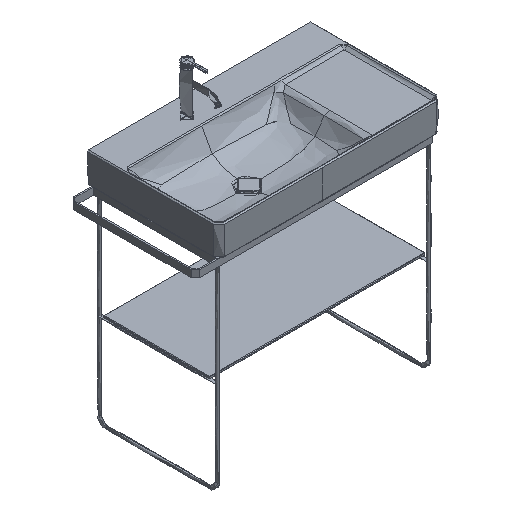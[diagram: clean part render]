
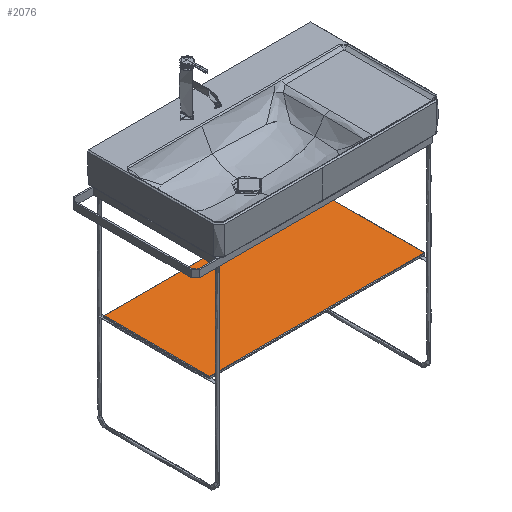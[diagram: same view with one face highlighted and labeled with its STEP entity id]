
A CAD part, isometric view. The second image highlights one B-rep face of the part: STEP entity #2076.
In plain terms, the highlighted free-form (B-spline) face has degree [1, 1] with [2, 2] control points.
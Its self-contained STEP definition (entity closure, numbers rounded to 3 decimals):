
#2076=ADVANCED_FACE('',(#2977),#28121,.T.);
#2977=FACE_OUTER_BOUND('',#3878,.T.);
#3878=EDGE_LOOP('',(#4871,#4872,#4873,#4874));
#4871=ORIENTED_EDGE('',*,*,#19651,.T.);
#4872=ORIENTED_EDGE('',*,*,#19632,.F.);
#4873=ORIENTED_EDGE('',*,*,#19649,.F.);
#4874=ORIENTED_EDGE('',*,*,#19652,.T.);
#9050=PCURVE('',#28113,#13261);
#9078=PCURVE('',#28120,#13289);
#9082=PCURVE('',#28121,#13293);
#9083=PCURVE('',#28121,#13294);
#9084=PCURVE('',#28121,#13295);
#9085=PCURVE('',#28121,#13296);
#9089=PCURVE('',#28122,#13300);
#9093=PCURVE('',#28123,#13304);
#13261=DEFINITIONAL_REPRESENTATION('',(#21799),#130551);
#13289=DEFINITIONAL_REPRESENTATION('',(#21844),#130551);
#13293=DEFINITIONAL_REPRESENTATION('',(#21850),#130551);
#13294=DEFINITIONAL_REPRESENTATION('',(#21851),#130551);
#13295=DEFINITIONAL_REPRESENTATION('',(#21852),#130551);
#13296=DEFINITIONAL_REPRESENTATION('',(#21854),#130551);
#13300=DEFINITIONAL_REPRESENTATION('',(#21859),#130551);
#13304=DEFINITIONAL_REPRESENTATION('',(#21865),#130551);
#17472=SURFACE_CURVE('',#21798,(#9050,#9083),.PCURVE_S1.);
#17489=SURFACE_CURVE('',#21843,(#9078,#9084),.PCURVE_S1.);
#17491=SURFACE_CURVE('',#21849,(#9082,#9089),.PCURVE_S1.);
#17492=SURFACE_CURVE('',#21853,(#9085,#9093),.PCURVE_S1.);
#19632=EDGE_CURVE('',#26818,#26819,#17472,.T.);
#19649=EDGE_CURVE('',#26829,#26818,#17489,.T.);
#19651=EDGE_CURVE('',#26830,#26819,#17491,.T.);
#19652=EDGE_CURVE('',#26829,#26830,#17492,.T.);
#21798=B_SPLINE_CURVE_WITH_KNOTS('',1,(#28600,#28601),.UNSPECIFIED.,.F.,
 .F.,(2,2),(0.,377.),.UNSPECIFIED.);
#21799=B_SPLINE_CURVE_WITH_KNOTS('',1,(#28602,#28603),.UNSPECIFIED.,.F.,
 .F.,(2,2),(0.,377.),.UNSPECIFIED.);
#21843=B_SPLINE_CURVE_WITH_KNOTS('',1,(#28690,#28691),.UNSPECIFIED.,.F.,
 .F.,(2,2),(-767.5,0.),.UNSPECIFIED.);
#21844=B_SPLINE_CURVE_WITH_KNOTS('',1,(#28692,#28693),.UNSPECIFIED.,.F.,
 .F.,(2,2),(-767.5,0.),.UNSPECIFIED.);
#21849=B_SPLINE_CURVE_WITH_KNOTS('',1,(#28702,#28703),.UNSPECIFIED.,.F.,
 .F.,(2,2),(0.,767.5),.UNSPECIFIED.);
#21850=B_SPLINE_CURVE_WITH_KNOTS('',1,(#28704,#28705),.UNSPECIFIED.,.F.,
 .F.,(2,2),(0.,767.5),.UNSPECIFIED.);
#21851=B_SPLINE_CURVE_WITH_KNOTS('',1,(#28706,#28707),.UNSPECIFIED.,.F.,
 .F.,(2,2),(0.,377.),.UNSPECIFIED.);
#21852=B_SPLINE_CURVE_WITH_KNOTS('',1,(#28708,#28709),.UNSPECIFIED.,.F.,
 .F.,(2,2),(-767.5,0.),.UNSPECIFIED.);
#21853=B_SPLINE_CURVE_WITH_KNOTS('',1,(#28710,#28711),.UNSPECIFIED.,.F.,
 .F.,(2,2),(0.,377.),.UNSPECIFIED.);
#21854=B_SPLINE_CURVE_WITH_KNOTS('',1,(#28712,#28713),.UNSPECIFIED.,.F.,
 .F.,(2,2),(0.,377.),.UNSPECIFIED.);
#21859=B_SPLINE_CURVE_WITH_KNOTS('',1,(#28722,#28723),.UNSPECIFIED.,.F.,
 .F.,(2,2),(0.,767.5),.UNSPECIFIED.);
#21865=B_SPLINE_CURVE_WITH_KNOTS('',1,(#28734,#28735),.UNSPECIFIED.,.F.,
 .F.,(2,2),(0.,377.),.UNSPECIFIED.);
#26818=VERTEX_POINT('',#28557);
#26819=VERTEX_POINT('',#28558);
#26829=VERTEX_POINT('',#28568);
#26830=VERTEX_POINT('',#28569);
#28113=B_SPLINE_SURFACE_WITH_KNOTS('',1,1,((#28484,#28485),(#28486,#28487)),
 .UNSPECIFIED.,.F.,.F.,.F.,(2,2),(2,2),(-1.358,1.358),
(-227.16,227.16),.UNSPECIFIED.);
#28120=B_SPLINE_SURFACE_WITH_KNOTS('',1,1,((#28512,#28513),(#28514,#28515)),
 .UNSPECIFIED.,.F.,.F.,.F.,(2,2),(2,2),(-462.36,462.36),(-1.358,
1.358),.UNSPECIFIED.);
#28121=B_SPLINE_SURFACE_WITH_KNOTS('',1,1,((#28516,#28517),(#28518,#28519)),
 .UNSPECIFIED.,.F.,.F.,.F.,(2,2),(2,2),(-460.56,460.56),(-226.26,226.26),
 .UNSPECIFIED.);
#28122=B_SPLINE_SURFACE_WITH_KNOTS('',1,1,((#28520,#28521),(#28522,#28523)),
 .UNSPECIFIED.,.F.,.F.,.F.,(2,2),(2,2),(-461.01,461.01),(-1.358,
1.358),.UNSPECIFIED.);
#28123=B_SPLINE_SURFACE_WITH_KNOTS('',1,1,((#28524,#28525),(#28526,#28527)),
 .UNSPECIFIED.,.F.,.F.,.F.,(2,2),(2,2),(-227.61,227.61),(-1.358,
1.358),.UNSPECIFIED.);
#28484=CARTESIAN_POINT('',(386.567,346.63,-439.807));
#28485=CARTESIAN_POINT('',(386.567,-107.69,-439.807));
#28486=CARTESIAN_POINT('',(384.647,346.63,-437.887));
#28487=CARTESIAN_POINT('',(384.647,-107.69,-437.887));
#28512=CARTESIAN_POINT('',(463.467,308.93,-439.807));
#28513=CARTESIAN_POINT('',(463.467,307.01,-437.887));
#28514=CARTESIAN_POINT('',(-461.253,308.93,-439.807));
#28515=CARTESIAN_POINT('',(-461.253,307.01,-437.887));
#28516=CARTESIAN_POINT('',(461.667,344.98,-438.097));
#28517=CARTESIAN_POINT('',(461.667,-107.54,-438.097));
#28518=CARTESIAN_POINT('',(-459.453,344.98,-438.097));
#28519=CARTESIAN_POINT('',(-459.453,-107.54,-438.097));
#28520=CARTESIAN_POINT('',(-460.278,-71.49,-439.807));
#28521=CARTESIAN_POINT('',(-460.278,-69.57,-437.887));
#28522=CARTESIAN_POINT('',(461.742,-71.49,-439.807));
#28523=CARTESIAN_POINT('',(461.742,-69.57,-437.887));
#28524=CARTESIAN_POINT('',(-384.353,346.705,-439.807));
#28525=CARTESIAN_POINT('',(-382.433,346.705,-437.887));
#28526=CARTESIAN_POINT('',(-384.353,-108.515,-439.807));
#28527=CARTESIAN_POINT('',(-382.433,-108.515,-437.887));
#28557=CARTESIAN_POINT('',(384.857,307.22,-438.097));
#28558=CARTESIAN_POINT('',(384.857,-69.78,-438.097));
#28568=CARTESIAN_POINT('',(-382.643,307.22,-438.097));
#28569=CARTESIAN_POINT('',(-382.643,-69.78,-438.097));
#28600=CARTESIAN_POINT('',(384.857,307.22,-438.097));
#28601=CARTESIAN_POINT('',(384.857,-69.78,-438.097));
#28602=CARTESIAN_POINT('',(1.061,-187.75));
#28603=CARTESIAN_POINT('',(1.061,189.25));
#28690=CARTESIAN_POINT('',(-382.643,307.22,-438.097));
#28691=CARTESIAN_POINT('',(384.857,307.22,-438.097));
#28692=CARTESIAN_POINT('',(383.75,1.061));
#28693=CARTESIAN_POINT('',(-383.75,1.061));
#28702=CARTESIAN_POINT('',(-382.643,-69.78,-438.097));
#28703=CARTESIAN_POINT('',(384.857,-69.78,-438.097));
#28704=CARTESIAN_POINT('',(383.75,188.5));
#28705=CARTESIAN_POINT('',(-383.75,188.5));
#28706=CARTESIAN_POINT('',(-383.75,-188.5));
#28707=CARTESIAN_POINT('',(-383.75,188.5));
#28708=CARTESIAN_POINT('',(383.75,-188.5));
#28709=CARTESIAN_POINT('',(-383.75,-188.5));
#28710=CARTESIAN_POINT('',(-382.643,307.22,-438.097));
#28711=CARTESIAN_POINT('',(-382.643,-69.78,-438.097));
#28712=CARTESIAN_POINT('',(383.75,-188.5));
#28713=CARTESIAN_POINT('',(383.75,188.5));
#28722=CARTESIAN_POINT('',(-383.375,1.061));
#28723=CARTESIAN_POINT('',(384.125,1.061));
#28734=CARTESIAN_POINT('',(-188.125,1.061));
#28735=CARTESIAN_POINT('',(188.875,1.061));
#130551=(
GEOMETRIC_REPRESENTATION_CONTEXT(2)
PARAMETRIC_REPRESENTATION_CONTEXT()
REPRESENTATION_CONTEXT('pspace','')
);
